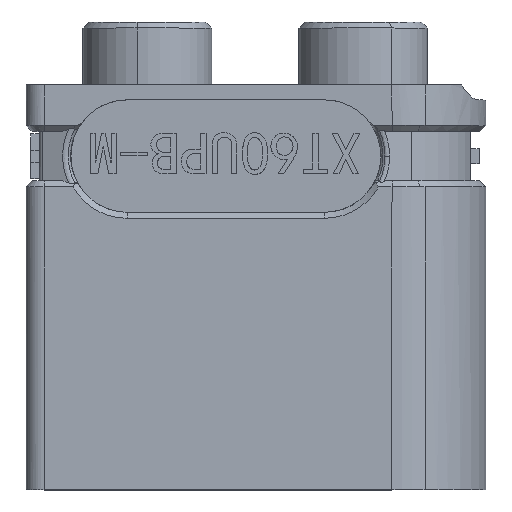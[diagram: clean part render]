
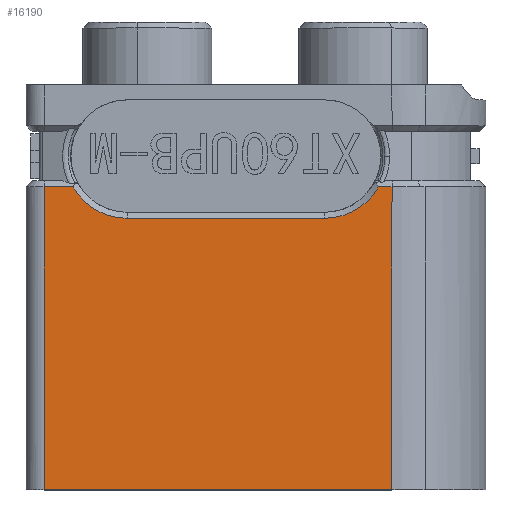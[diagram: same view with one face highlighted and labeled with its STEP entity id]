
A CAD part, top view. The second image highlights one B-rep face of the part: STEP entity #16190.
In plain terms, the highlighted face is planar.
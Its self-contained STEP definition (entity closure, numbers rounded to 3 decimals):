
#148 = VERTEX_POINT ( 'NONE', #5356 ) ;
#260 = DIRECTION ( 'NONE',  ( 0., 0., 1. ) ) ;
#562 = CARTESIAN_POINT ( 'NONE',  ( 4.553, 13.5, -3.95 ) ) ;
#740 = CIRCLE ( 'NONE', #3074, 2.075 ) ;
#1046 = CARTESIAN_POINT ( 'NONE',  ( 4.558, 3.4, -3.95 ) ) ;
#1337 = VERTEX_POINT ( 'NONE', #4827 ) ;
#1358 = VECTOR ( 'NONE', #8346, 1000. ) ;
#1592 = VERTEX_POINT ( 'NONE', #10061 ) ;
#1620 = DIRECTION ( 'NONE',  ( 0., -1., 0. ) ) ;
#1799 = CARTESIAN_POINT ( 'NONE',  ( 4.553, 13.5, -3.95 ) ) ;
#1805 = ORIENTED_EDGE ( 'NONE', *, *, #15044, .T. ) ;
#1854 = LINE ( 'NONE', #17016, #9416 ) ;
#2187 = DIRECTION ( 'NONE',  ( -1., 0., 0. ) ) ;
#3074 = AXIS2_PLACEMENT_3D ( 'NONE', #13736, #5324, #15107 ) ;
#4056 = VECTOR ( 'NONE', #12327, 1000. ) ;
#4099 = VERTEX_POINT ( 'NONE', #16376 ) ;
#4176 = EDGE_CURVE ( 'NONE', #12990, #1337, #17372, .T. ) ;
#4220 = CARTESIAN_POINT ( 'NONE',  ( 3.98, 0., -3.95 ) ) ;
#4676 = LINE ( 'NONE', #8365, #1358 ) ;
#4827 = CARTESIAN_POINT ( 'NONE',  ( 4.112, 3.4, -3.95 ) ) ;
#5192 = CARTESIAN_POINT ( 'NONE',  ( -7.05, 13.5, -3.95 ) ) ;
#5324 = DIRECTION ( 'NONE',  ( 0., 0., 1. ) ) ;
#5356 = CARTESIAN_POINT ( 'NONE',  ( -6.082, 3.4, -3.95 ) ) ;
#5457 = CIRCLE ( 'NONE', #6591, 2.075 ) ;
#5566 = ORIENTED_EDGE ( 'NONE', *, *, #16039, .T. ) ;
#5962 = CARTESIAN_POINT ( 'NONE',  ( -4.278, 4.45, -3.95 ) ) ;
#6591 = AXIS2_PLACEMENT_3D ( 'NONE', #8743, #260, #10148 ) ;
#6787 = CARTESIAN_POINT ( 'NONE',  ( -7.05, 0., -3.95 ) ) ;
#6792 = VECTOR ( 'NONE', #2187, 1000. ) ;
#6814 = EDGE_LOOP ( 'NONE', ( #13604, #8601, #8640, #9575, #5566, #1805, #9699, #9799 ) ) ;
#7081 = DIRECTION ( 'NONE',  ( -1., 0., 0. ) ) ;
#7117 = VECTOR ( 'NONE', #1620, 1000. ) ;
#7922 = EDGE_CURVE ( 'NONE', #10201, #14462, #4676, .T. ) ;
#8276 = LINE ( 'NONE', #6787, #4056 ) ;
#8346 = DIRECTION ( 'NONE',  ( 1., 0., 0. ) ) ;
#8365 = CARTESIAN_POINT ( 'NONE',  ( 3.98, 13.5, -3.95 ) ) ;
#8435 = EDGE_CURVE ( 'NONE', #14462, #12990, #14519, .T. ) ;
#8601 = ORIENTED_EDGE ( 'NONE', *, *, #4176, .T. ) ;
#8640 = ORIENTED_EDGE ( 'NONE', *, *, #11541, .T. ) ;
#8743 = CARTESIAN_POINT ( 'NONE',  ( 2.308, 2.375, -3.95 ) ) ;
#8767 = DIRECTION ( 'NONE',  ( -1., 0., 0. ) ) ;
#9416 = VECTOR ( 'NONE', #8767, 1000. ) ;
#9575 = ORIENTED_EDGE ( 'NONE', *, *, #15280, .T. ) ;
#9699 = ORIENTED_EDGE ( 'NONE', *, *, #16073, .T. ) ;
#9799 = ORIENTED_EDGE ( 'NONE', *, *, #7922, .T. ) ;
#10061 = CARTESIAN_POINT ( 'NONE',  ( 2.308, 4.45, -3.95 ) ) ;
#10148 = DIRECTION ( 'NONE',  ( 0., 1., 0. ) ) ;
#10201 = VERTEX_POINT ( 'NONE', #5192 ) ;
#10660 = CARTESIAN_POINT ( 'NONE',  ( 3.98, 3.4, -3.95 ) ) ;
#11541 = EDGE_CURVE ( 'NONE', #1337, #1592, #5457, .T. ) ;
#12327 = DIRECTION ( 'NONE',  ( 0., 1., 0. ) ) ;
#12990 = VERTEX_POINT ( 'NONE', #1046 ) ;
#13328 = LINE ( 'NONE', #10660, #6792 ) ;
#13503 = FACE_OUTER_BOUND ( 'NONE', #6814, .T. ) ;
#13604 = ORIENTED_EDGE ( 'NONE', *, *, #8435, .T. ) ;
#13617 = DIRECTION ( 'NONE',  ( -1., 0., 0. ) ) ;
#13736 = CARTESIAN_POINT ( 'NONE',  ( -4.278, 2.375, -3.95 ) ) ;
#13786 = VECTOR ( 'NONE', #13617, 1000. ) ;
#13871 = CARTESIAN_POINT ( 'NONE',  ( 3.98, 3.4, -3.95 ) ) ;
#14034 = PLANE ( 'NONE',  #16184 ) ;
#14462 = VERTEX_POINT ( 'NONE', #562 ) ;
#14519 = LINE ( 'NONE', #1799, #7117 ) ;
#15044 = EDGE_CURVE ( 'NONE', #148, #4099, #13328, .T. ) ;
#15107 = DIRECTION ( 'NONE',  ( 0., 1., 0. ) ) ;
#15280 = EDGE_CURVE ( 'NONE', #1592, #17567, #1854, .T. ) ;
#15386 = DIRECTION ( 'NONE',  ( 0., 0., -1. ) ) ;
#16039 = EDGE_CURVE ( 'NONE', #17567, #148, #740, .T. ) ;
#16073 = EDGE_CURVE ( 'NONE', #4099, #10201, #8276, .T. ) ;
#16184 = AXIS2_PLACEMENT_3D ( 'NONE', #4220, #15386, #7081 ) ;
#16190 = ADVANCED_FACE ( 'NONE', ( #13503 ), #14034, .T. ) ;
#16376 = CARTESIAN_POINT ( 'NONE',  ( -7.05, 3.4, -3.95 ) ) ;
#17016 = CARTESIAN_POINT ( 'NONE',  ( 3.98, 4.45, -3.95 ) ) ;
#17372 = LINE ( 'NONE', #13871, #13786 ) ;
#17567 = VERTEX_POINT ( 'NONE', #5962 ) ;
